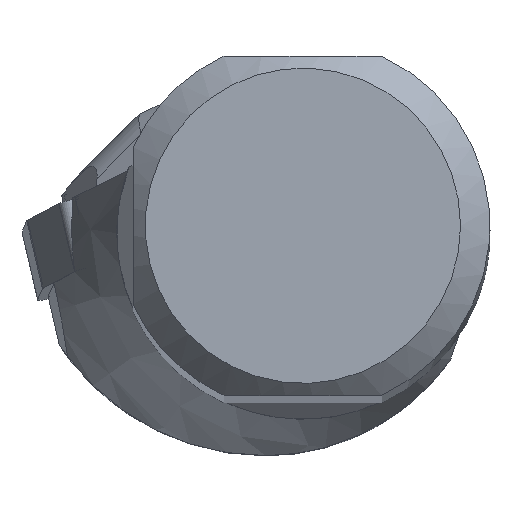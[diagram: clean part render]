
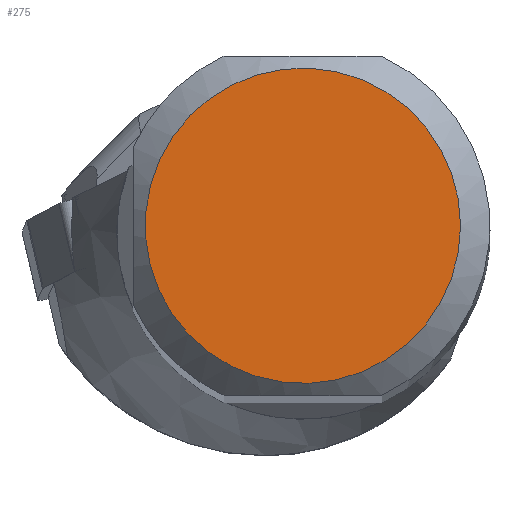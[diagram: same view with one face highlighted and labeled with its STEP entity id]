
A CAD part, top view. The second image highlights one B-rep face of the part: STEP entity #275.
In plain terms, the highlighted planar face has unit normal (0, 0, 1).
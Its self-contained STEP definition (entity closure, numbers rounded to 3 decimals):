
#192=FACE_OUTER_BOUND('',#422,.T.);
#275=ADVANCED_FACE('CU_SU_BP3',(#192),#340,.T.);
#340=PLANE('',#1806);
#422=EDGE_LOOP('',(#713));
#510=CIRCLE('',#1805,10.691);
#713=ORIENTED_EDGE('',*,*,#1268,.T.);
#1084=VERTEX_POINT('',#2753);
#1268=EDGE_CURVE('',#1084,#1084,#510,.T.);
#1805=AXIS2_PLACEMENT_3D('',#2752,#2131,#2132);
#1806=AXIS2_PLACEMENT_3D('',#2754,#2133,#2134);
#2131=DIRECTION('',(0.,0.,1.));
#2132=DIRECTION('',(1.,0.,0.));
#2133=DIRECTION('',(0.,0.,1.));
#2134=DIRECTION('',(1.,0.,0.));
#2752=CARTESIAN_POINT('',(0.,0.,0.));
#2753=CARTESIAN_POINT('',(10.691,0.,0.));
#2754=CARTESIAN_POINT('',(0.,0.,0.));
